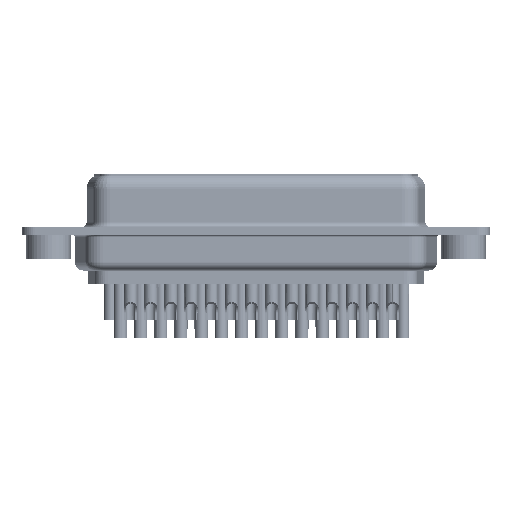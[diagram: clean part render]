
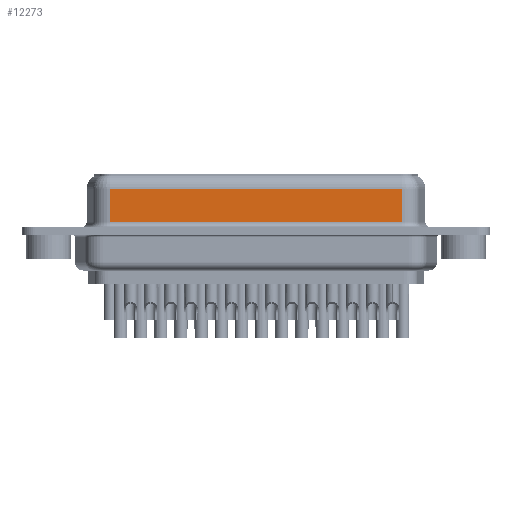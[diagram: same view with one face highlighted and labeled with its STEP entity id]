
A CAD part, front view. The second image highlights one B-rep face of the part: STEP entity #12273.
In plain terms, the highlighted planar face has unit normal (0, -1, 0).
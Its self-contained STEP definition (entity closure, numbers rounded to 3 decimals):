
#847 = VECTOR ( 'NONE', #18834, 1000. ) ;
#991 = CARTESIAN_POINT ( 'NONE',  ( 40.032, -3.95, 4.7 ) ) ;
#3322 = EDGE_CURVE ( 'NONE', #32509, #23083, #17651, .T. ) ;
#3338 = CARTESIAN_POINT ( 'NONE',  ( 7.008, -3.95, 4.7 ) ) ;
#3985 = DIRECTION ( 'NONE',  ( 0., 1., 0. ) ) ;
#4698 = CARTESIAN_POINT ( 'NONE',  ( 40.032, -3.95, 0.95 ) ) ;
#6939 = VERTEX_POINT ( 'NONE', #26139 ) ;
#7130 = FACE_OUTER_BOUND ( 'NONE', #32755, .T. ) ;
#9128 = CARTESIAN_POINT ( 'NONE',  ( 7.008, -3.95, 0.95 ) ) ;
#10044 = PLANE ( 'NONE',  #13082 ) ;
#10548 = LINE ( 'NONE', #4698, #22092 ) ;
#12273 = ADVANCED_FACE ( 'NONE', ( #7130 ), #10044, .F. ) ;
#12581 = ORIENTED_EDGE ( 'NONE', *, *, #32172, .T. ) ;
#12981 = EDGE_CURVE ( 'NONE', #23083, #36148, #26919, .T. ) ;
#13082 = AXIS2_PLACEMENT_3D ( 'NONE', #29617, #3985, #26143 ) ;
#15361 = VECTOR ( 'NONE', #23136, 1000. ) ;
#15718 = ORIENTED_EDGE ( 'NONE', *, *, #3322, .T. ) ;
#17651 = LINE ( 'NONE', #34849, #15361 ) ;
#18219 = CARTESIAN_POINT ( 'NONE',  ( 40.032, -3.95, 6.45 ) ) ;
#18834 = DIRECTION ( 'NONE',  ( 0., 0., -1. ) ) ;
#21513 = LINE ( 'NONE', #18219, #28327 ) ;
#21883 = DIRECTION ( 'NONE',  ( 1., 0., 0. ) ) ;
#22092 = VECTOR ( 'NONE', #21883, 1000. ) ;
#23083 = VERTEX_POINT ( 'NONE', #3338 ) ;
#23136 = DIRECTION ( 'NONE',  ( -1., 0., 0. ) ) ;
#26139 = CARTESIAN_POINT ( 'NONE',  ( 40.032, -3.95, 0.95 ) ) ;
#26143 = DIRECTION ( 'NONE',  ( 0., 0., 1. ) ) ;
#26919 = LINE ( 'NONE', #29845, #847 ) ;
#27010 = EDGE_CURVE ( 'NONE', #32509, #6939, #21513, .T. ) ;
#28327 = VECTOR ( 'NONE', #29407, 1000. ) ;
#29243 = ORIENTED_EDGE ( 'NONE', *, *, #27010, .F. ) ;
#29407 = DIRECTION ( 'NONE',  ( 0., 0., -1. ) ) ;
#29617 = CARTESIAN_POINT ( 'NONE',  ( 40.032, -3.95, 6.45 ) ) ;
#29845 = CARTESIAN_POINT ( 'NONE',  ( 7.008, -3.95, 6.45 ) ) ;
#32172 = EDGE_CURVE ( 'NONE', #36148, #6939, #10548, .T. ) ;
#32276 = ORIENTED_EDGE ( 'NONE', *, *, #12981, .T. ) ;
#32509 = VERTEX_POINT ( 'NONE', #991 ) ;
#32755 = EDGE_LOOP ( 'NONE', ( #29243, #15718, #32276, #12581 ) ) ;
#34849 = CARTESIAN_POINT ( 'NONE',  ( 40.032, -3.95, 4.7 ) ) ;
#36148 = VERTEX_POINT ( 'NONE', #9128 ) ;
